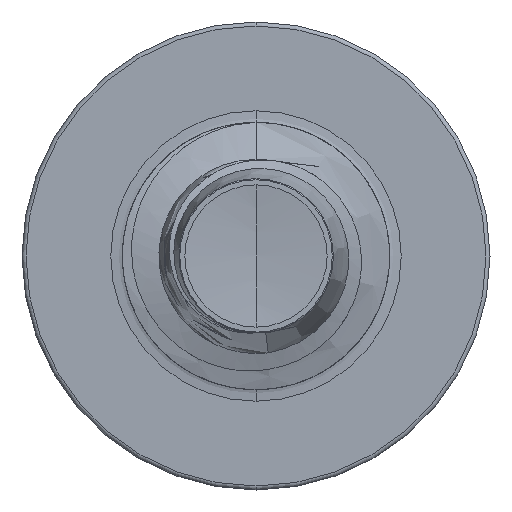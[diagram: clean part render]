
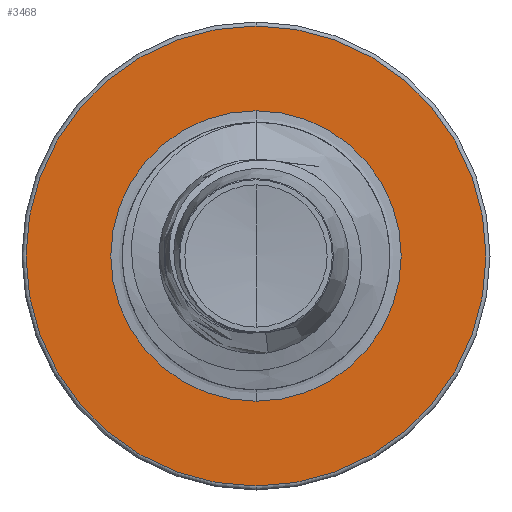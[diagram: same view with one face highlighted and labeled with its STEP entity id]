
A CAD part, front view. The second image highlights one B-rep face of the part: STEP entity #3468.
In plain terms, the highlighted planar face has unit normal (0, -1, 0).
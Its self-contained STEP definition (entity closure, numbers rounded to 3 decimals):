
#748 = CIRCLE ( 'NONE', #16623, 1.72 ) ;
#1030 = AXIS2_PLACEMENT_3D ( 'NONE', #6984, #17413, #11677 ) ;
#1123 = ORIENTED_EDGE ( 'NONE', *, *, #16770, .F. ) ;
#3243 = VERTEX_POINT ( 'NONE', #13457 ) ;
#3425 = AXIS2_PLACEMENT_3D ( 'NONE', #18975, #6838, #20648 ) ;
#3468 = ADVANCED_FACE ( 'NONE', ( #21286, #16261 ), #9448, .F. ) ;
#5135 = EDGE_LOOP ( 'NONE', ( #8354, #14075 ) ) ;
#5693 = VERTEX_POINT ( 'NONE', #18301 ) ;
#6412 = CIRCLE ( 'NONE', #23151, 1.72 ) ;
#6838 = DIRECTION ( 'NONE',  ( 0., 1., 0. ) ) ;
#6984 = CARTESIAN_POINT ( 'NONE',  ( 0., 10., -1.086 ) ) ;
#7015 = EDGE_LOOP ( 'NONE', ( #18354, #1123 ) ) ;
#7901 = CARTESIAN_POINT ( 'NONE',  ( 0., 10., 0. ) ) ;
#8354 = ORIENTED_EDGE ( 'NONE', *, *, #15387, .T. ) ;
#9448 = PLANE ( 'NONE',  #1030 ) ;
#9885 = DIRECTION ( 'NONE',  ( 0., 1., 0. ) ) ;
#10302 = DIRECTION ( 'NONE',  ( 0., 0., 1. ) ) ;
#11057 = AXIS2_PLACEMENT_3D ( 'NONE', #21053, #9885, #22670 ) ;
#11677 = DIRECTION ( 'NONE',  ( 0., 0., 1. ) ) ;
#12217 = CIRCLE ( 'NONE', #3425, 1.086 ) ;
#12670 = DIRECTION ( 'NONE',  ( 0., 1., 0. ) ) ;
#13115 = EDGE_CURVE ( 'NONE', #5693, #23137, #748, .T. ) ;
#13457 = CARTESIAN_POINT ( 'NONE',  ( 0., 10., 1.086 ) ) ;
#14075 = ORIENTED_EDGE ( 'NONE', *, *, #19140, .T. ) ;
#14374 = CIRCLE ( 'NONE', #11057, 1.086 ) ;
#14807 = CARTESIAN_POINT ( 'NONE',  ( 0., 10., -1.086 ) ) ;
#15387 = EDGE_CURVE ( 'NONE', #3243, #24933, #12217, .T. ) ;
#16261 = FACE_BOUND ( 'NONE', #5135, .T. ) ;
#16623 = AXIS2_PLACEMENT_3D ( 'NONE', #7901, #21349, #10302 ) ;
#16770 = EDGE_CURVE ( 'NONE', #23137, #5693, #6412, .T. ) ;
#17413 = DIRECTION ( 'NONE',  ( 0., 1., 0. ) ) ;
#18301 = CARTESIAN_POINT ( 'NONE',  ( 0., 10., 1.72 ) ) ;
#18354 = ORIENTED_EDGE ( 'NONE', *, *, #13115, .F. ) ;
#18975 = CARTESIAN_POINT ( 'NONE',  ( 0., 10., 0. ) ) ;
#19140 = EDGE_CURVE ( 'NONE', #24933, #3243, #14374, .T. ) ;
#19309 = CARTESIAN_POINT ( 'NONE',  ( 0., 10., -1.72 ) ) ;
#20648 = DIRECTION ( 'NONE',  ( 0., 0., 1. ) ) ;
#21053 = CARTESIAN_POINT ( 'NONE',  ( 0., 10., 0. ) ) ;
#21286 = FACE_OUTER_BOUND ( 'NONE', #7015, .T. ) ;
#21349 = DIRECTION ( 'NONE',  ( 0., 1., 0. ) ) ;
#22670 = DIRECTION ( 'NONE',  ( 0., 0., 1. ) ) ;
#23137 = VERTEX_POINT ( 'NONE', #19309 ) ;
#23150 = CARTESIAN_POINT ( 'NONE',  ( 0., 10., 0. ) ) ;
#23151 = AXIS2_PLACEMENT_3D ( 'NONE', #23150, #12670, #24700 ) ;
#24700 = DIRECTION ( 'NONE',  ( 0., 0., 1. ) ) ;
#24933 = VERTEX_POINT ( 'NONE', #14807 ) ;
